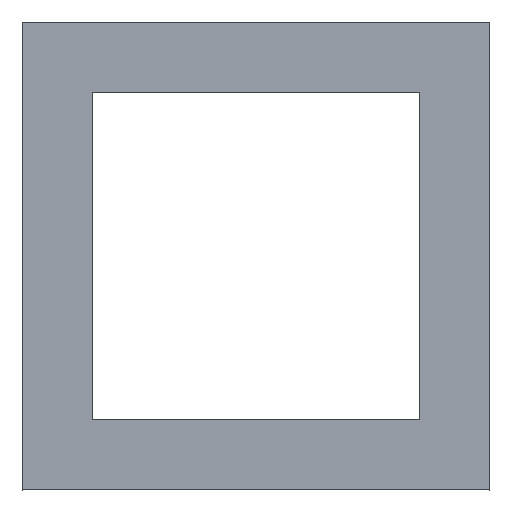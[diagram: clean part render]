
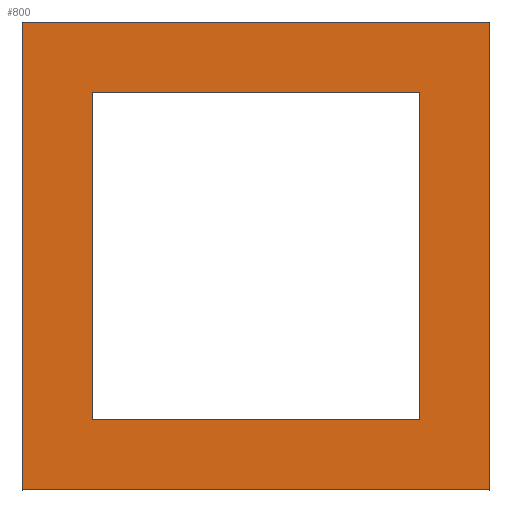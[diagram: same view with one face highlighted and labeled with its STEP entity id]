
A CAD part, top view. The second image highlights one B-rep face of the part: STEP entity #800.
In plain terms, the highlighted planar face has unit normal (0, 0, 1).
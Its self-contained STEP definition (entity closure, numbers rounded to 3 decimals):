
#28=FACE_BOUND('',#110,.T.);
#68=FACE_OUTER_BOUND('',#109,.T.);
#109=EDGE_LOOP('',(#689,#690,#691,#692));
#110=EDGE_LOOP('',(#693,#694,#695,#696));
#122=LINE('',#1075,#225);
#125=LINE('',#1080,#228);
#204=LINE('',#1256,#307);
#205=LINE('',#1258,#308);
#208=LINE('',#1264,#311);
#210=LINE('',#1268,#313);
#213=LINE('',#1273,#316);
#215=LINE('',#1276,#318);
#225=VECTOR('',#867,10.);
#228=VECTOR('',#872,10.);
#307=VECTOR('',#1027,10.);
#308=VECTOR('',#1030,10.);
#311=VECTOR('',#1035,10.);
#313=VECTOR('',#1039,10.);
#316=VECTOR('',#1044,10.);
#318=VECTOR('',#1048,10.);
#327=VERTEX_POINT('',#1072);
#328=VERTEX_POINT('',#1074);
#329=VERTEX_POINT('',#1078);
#388=VERTEX_POINT('',#1254);
#389=VERTEX_POINT('',#1261);
#390=VERTEX_POINT('',#1263);
#391=VERTEX_POINT('',#1267);
#392=VERTEX_POINT('',#1272);
#402=EDGE_CURVE('',#328,#327,#122,.T.);
#405=EDGE_CURVE('',#327,#329,#125,.T.);
#492=EDGE_CURVE('',#329,#388,#204,.T.);
#493=EDGE_CURVE('',#388,#328,#205,.T.);
#496=EDGE_CURVE('',#390,#389,#208,.T.);
#498=EDGE_CURVE('',#391,#390,#210,.T.);
#501=EDGE_CURVE('',#392,#391,#213,.T.);
#503=EDGE_CURVE('',#389,#392,#215,.T.);
#689=ORIENTED_EDGE('',*,*,#503,.T.);
#690=ORIENTED_EDGE('',*,*,#501,.T.);
#691=ORIENTED_EDGE('',*,*,#498,.T.);
#692=ORIENTED_EDGE('',*,*,#496,.T.);
#693=ORIENTED_EDGE('',*,*,#493,.T.);
#694=ORIENTED_EDGE('',*,*,#402,.T.);
#695=ORIENTED_EDGE('',*,*,#405,.T.);
#696=ORIENTED_EDGE('',*,*,#492,.T.);
#760=PLANE('',#850);
#800=ADVANCED_FACE('',(#68,#28),#760,.T.);
#850=AXIS2_PLACEMENT_3D('',#1277,#1049,#1050);
#867=DIRECTION('',(-1.,0.,0.));
#872=DIRECTION('',(0.,1.,0.));
#1027=DIRECTION('',(1.,0.,0.));
#1030=DIRECTION('',(0.,-1.,0.));
#1035=DIRECTION('',(-1.,0.,0.));
#1039=DIRECTION('',(0.,1.,0.));
#1044=DIRECTION('',(1.,0.,0.));
#1048=DIRECTION('',(0.,-1.,0.));
#1049=DIRECTION('center_axis',(0.,0.,1.));
#1050=DIRECTION('ref_axis',(1.,0.,0.));
#1072=CARTESIAN_POINT('',(-7.264,-7.,3.8));
#1074=CARTESIAN_POINT('',(6.736,-7.,3.8));
#1075=CARTESIAN_POINT('',(-7.264,-7.,3.8));
#1078=CARTESIAN_POINT('',(-7.264,7.,3.8));
#1080=CARTESIAN_POINT('',(-7.264,7.,3.8));
#1254=CARTESIAN_POINT('',(6.736,7.,3.8));
#1256=CARTESIAN_POINT('',(6.736,7.,3.8));
#1258=CARTESIAN_POINT('',(6.736,-7.,3.8));
#1261=CARTESIAN_POINT('',(-10.264,10.,3.8));
#1263=CARTESIAN_POINT('',(9.736,10.,3.8));
#1264=CARTESIAN_POINT('',(9.736,10.,3.8));
#1267=CARTESIAN_POINT('',(9.736,-10.,3.8));
#1268=CARTESIAN_POINT('',(9.736,-10.,3.8));
#1272=CARTESIAN_POINT('',(-10.264,-10.,3.8));
#1273=CARTESIAN_POINT('',(-10.264,-10.,3.8));
#1276=CARTESIAN_POINT('',(-10.264,10.,3.8));
#1277=CARTESIAN_POINT('Origin',(-0.264,0.,3.8));
